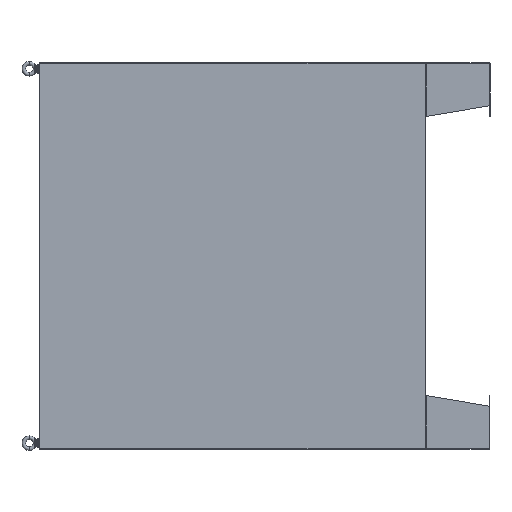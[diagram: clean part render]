
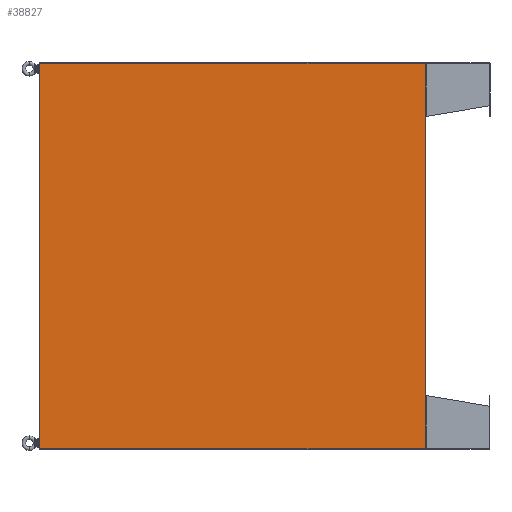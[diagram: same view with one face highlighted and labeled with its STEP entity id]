
A CAD part, left-side view. The second image highlights one B-rep face of the part: STEP entity #38827.
In plain terms, the highlighted face is planar.
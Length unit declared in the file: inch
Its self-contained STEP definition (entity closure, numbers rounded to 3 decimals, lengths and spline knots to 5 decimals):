
#12840 = EDGE_CURVE ( 'NONE', #145573, #13209, #73236, .T. ) ;
#13209 = VERTEX_POINT ( 'NONE', #26103 ) ;
#20784 = ORIENTED_EDGE ( 'NONE', *, *, #92448, .F. ) ;
#24037 = VECTOR ( 'NONE', #41942, 39.37008 ) ;
#26103 = CARTESIAN_POINT ( 'NONE',  ( -35.9365, 0.125, 35.9675 ) ) ;
#35275 = CARTESIAN_POINT ( 'NONE',  ( 35.9365, 0.125, -35.9675 ) ) ;
#36770 = CARTESIAN_POINT ( 'NONE',  ( 35.9365, 0.125, 35.9675 ) ) ;
#38827 = ADVANCED_FACE ( 'NONE', ( #45430 ), #90372, .F. ) ;
#40950 = EDGE_CURVE ( 'NONE', #164801, #162862, #179823, .T. ) ;
#41942 = DIRECTION ( 'NONE',  ( -1., 0., 0. ) ) ;
#45430 = FACE_OUTER_BOUND ( 'NONE', #117123, .T. ) ;
#56809 = ORIENTED_EDGE ( 'NONE', *, *, #164487, .F. ) ;
#62583 = CARTESIAN_POINT ( 'NONE',  ( 35.9365, 0.125, -35.9675 ) ) ;
#73236 = LINE ( 'NONE', #141018, #24037 ) ;
#75509 = ORIENTED_EDGE ( 'NONE', *, *, #40950, .F. ) ;
#80751 = DIRECTION ( 'NONE',  ( 0., 0., -1. ) ) ;
#81505 = LINE ( 'NONE', #148092, #190459 ) ;
#90372 = PLANE ( 'NONE',  #96097 ) ;
#92448 = EDGE_CURVE ( 'NONE', #162862, #145573, #119249, .T. ) ;
#93671 = DIRECTION ( 'NONE',  ( 0., 0., 1. ) ) ;
#96097 = AXIS2_PLACEMENT_3D ( 'NONE', #207641, #191021, #123574 ) ;
#112676 = DIRECTION ( 'NONE',  ( 1., 0., 0. ) ) ;
#114092 = VECTOR ( 'NONE', #93671, 39.37008 ) ;
#117123 = EDGE_LOOP ( 'NONE', ( #133915, #20784, #75509, #56809 ) ) ;
#119249 = LINE ( 'NONE', #62583, #114092 ) ;
#123574 = DIRECTION ( 'NONE',  ( 0., 0., -1. ) ) ;
#133915 = ORIENTED_EDGE ( 'NONE', *, *, #12840, .F. ) ;
#141018 = CARTESIAN_POINT ( 'NONE',  ( -35.9365, 0.125, 35.9675 ) ) ;
#145573 = VERTEX_POINT ( 'NONE', #36770 ) ;
#148092 = CARTESIAN_POINT ( 'NONE',  ( -35.9365, 0.125, -35.9675 ) ) ;
#162862 = VERTEX_POINT ( 'NONE', #35275 ) ;
#164487 = EDGE_CURVE ( 'NONE', #13209, #164801, #81505, .T. ) ;
#164801 = VERTEX_POINT ( 'NONE', #183783 ) ;
#169403 = VECTOR ( 'NONE', #112676, 39.37008 ) ;
#177963 = CARTESIAN_POINT ( 'NONE',  ( -35.9365, 0.125, -35.9675 ) ) ;
#179823 = LINE ( 'NONE', #177963, #169403 ) ;
#183783 = CARTESIAN_POINT ( 'NONE',  ( -35.9365, 0.125, -35.9675 ) ) ;
#190459 = VECTOR ( 'NONE', #80751, 39.37008 ) ;
#191021 = DIRECTION ( 'NONE',  ( 0., -1., 0. ) ) ;
#207641 = CARTESIAN_POINT ( 'NONE',  ( -35.9365, 0.125, -35.9675 ) ) ;
